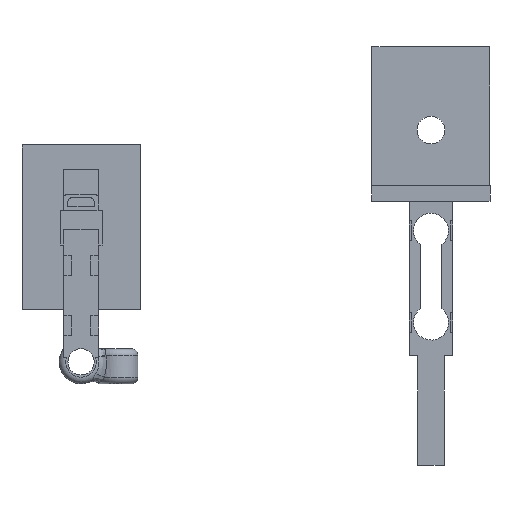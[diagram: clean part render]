
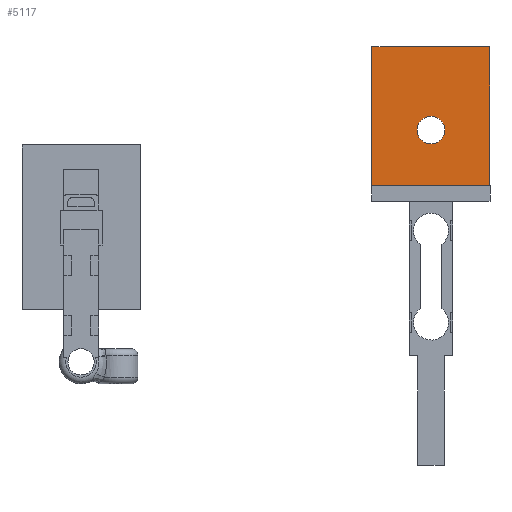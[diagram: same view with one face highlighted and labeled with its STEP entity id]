
A CAD part, front view. The second image highlights one B-rep face of the part: STEP entity #5117.
In plain terms, the highlighted planar face has unit normal (0, -1, 0).
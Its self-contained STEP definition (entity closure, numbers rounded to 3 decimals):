
#82=FACE_BOUND('',#645,.T.);
#153=PLANE('',#5413);
#377=FACE_OUTER_BOUND('',#644,.T.);
#644=EDGE_LOOP('',(#3839,#3840,#3841,#3842));
#645=EDGE_LOOP('',(#3843));
#1012=LINE('',#7286,#1674);
#1023=LINE('',#7311,#1685);
#1029=LINE('',#7322,#1691);
#1030=LINE('',#7323,#1692);
#1674=VECTOR('',#5936,1.);
#1685=VECTOR('',#5955,10.);
#1691=VECTOR('',#5963,1.);
#1692=VECTOR('',#5964,10.);
#2208=CIRCLE('',#5414,3.175);
#2367=VERTEX_POINT('',#7283);
#2368=VERTEX_POINT('',#7285);
#2378=VERTEX_POINT('',#7309);
#2382=VERTEX_POINT('',#7321);
#2383=VERTEX_POINT('',#7324);
#2912=EDGE_CURVE('',#2367,#2368,#1012,.T.);
#2925=EDGE_CURVE('',#2367,#2378,#1023,.T.);
#2931=EDGE_CURVE('',#2382,#2378,#1029,.T.);
#2932=EDGE_CURVE('',#2368,#2382,#1030,.T.);
#2933=EDGE_CURVE('',#2383,#2383,#2208,.T.);
#3839=ORIENTED_EDGE('',*,*,#2912,.F.);
#3840=ORIENTED_EDGE('',*,*,#2925,.T.);
#3841=ORIENTED_EDGE('',*,*,#2931,.F.);
#3842=ORIENTED_EDGE('',*,*,#2932,.F.);
#3843=ORIENTED_EDGE('',*,*,#2933,.T.);
#5117=ADVANCED_FACE('',(#377,#82),#153,.T.);
#5413=AXIS2_PLACEMENT_3D('',#7320,#5961,#5962);
#5414=AXIS2_PLACEMENT_3D('',#7325,#5965,#5966);
#5936=DIRECTION('',(0.,0.,1.));
#5955=DIRECTION('',(1.,0.,0.));
#5961=DIRECTION('center_axis',(0.,-1.,0.));
#5962=DIRECTION('ref_axis',(0.,0.,-1.));
#5963=DIRECTION('',(0.,0.,-1.));
#5964=DIRECTION('',(1.,0.,0.));
#5965=DIRECTION('center_axis',(0.,1.,0.));
#5966=DIRECTION('ref_axis',(1.,0.,0.));
#7283=CARTESIAN_POINT('',(246.705,33.373,-18.219));
#7285=CARTESIAN_POINT('',(246.705,33.373,13.531));
#7286=CARTESIAN_POINT('',(246.705,33.373,-18.219));
#7309=CARTESIAN_POINT('',(273.66,33.373,-18.219));
#7311=CARTESIAN_POINT('',(246.705,33.373,-18.219));
#7320=CARTESIAN_POINT('Origin',(246.705,33.373,13.531));
#7321=CARTESIAN_POINT('',(273.66,33.373,13.531));
#7322=CARTESIAN_POINT('',(273.66,33.373,-18.219));
#7323=CARTESIAN_POINT('',(246.705,33.373,13.531));
#7324=CARTESIAN_POINT('',(257.024,33.373,-5.52));
#7325=CARTESIAN_POINT('Origin',(260.199,33.373,-5.52));
